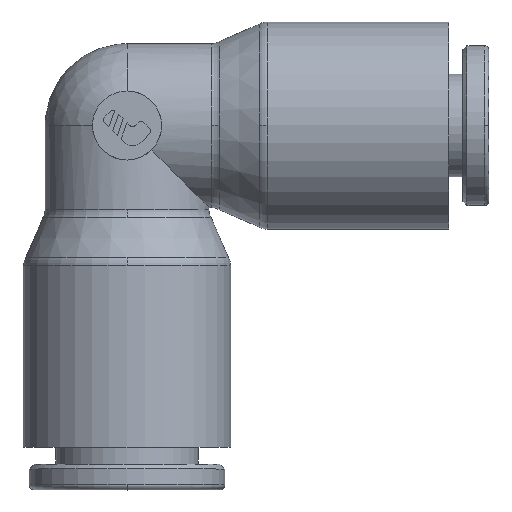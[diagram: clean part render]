
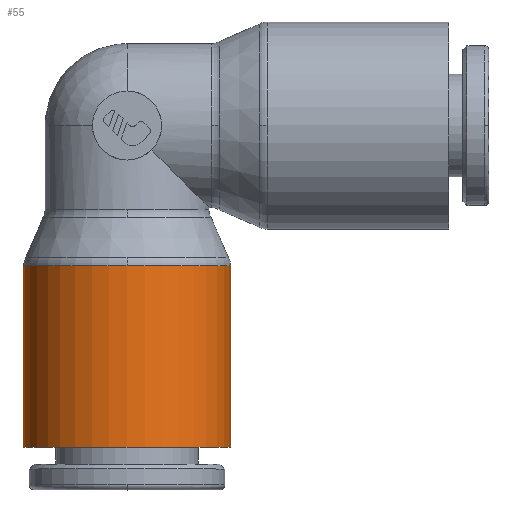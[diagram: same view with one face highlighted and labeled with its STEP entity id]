
A CAD part, top view. The second image highlights one B-rep face of the part: STEP entity #55.
In plain terms, the highlighted cylindrical face has radius 5.25 mm (diameter 10.5 mm), a partial arc.
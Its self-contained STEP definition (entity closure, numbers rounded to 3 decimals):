
#55=ADVANCED_FACE('',(#139),#140,.T.);
#139=FACE_OUTER_BOUND('',#296,.T.);
#140=CYLINDRICAL_SURFACE('',#297,5.25);
#296=EDGE_LOOP('',(#511,#512,#513,#514,#515));
#297=AXIS2_PLACEMENT_3D('',#516,#517,#518);
#511=ORIENTED_EDGE('',*,*,#1080,.F.);
#512=ORIENTED_EDGE('',*,*,#1081,.T.);
#513=ORIENTED_EDGE('',*,*,#1082,.T.);
#514=ORIENTED_EDGE('',*,*,#1083,.F.);
#515=ORIENTED_EDGE('',*,*,#1084,.F.);
#516=CARTESIAN_POINT('',(-16.3,-11.705,0.0));
#517=DIRECTION('',(0.,-1.0,0.0));
#518=DIRECTION('',(1.0,0.,0.0));
#1080=EDGE_CURVE('',#1307,#1308,#1309,.T.);
#1081=EDGE_CURVE('',#1307,#1310,#1311,.T.);
#1082=EDGE_CURVE('',#1310,#1312,#1313,.T.);
#1083=EDGE_CURVE('',#1314,#1312,#1315,.T.);
#1084=EDGE_CURVE('',#1308,#1314,#1316,.T.);
#1307=VERTEX_POINT('',#1710);
#1308=VERTEX_POINT('',#1711);
#1309=LINE('',#1712,#1713);
#1310=VERTEX_POINT('',#1714);
#1311=CIRCLE('',#1715,5.25);
#1312=VERTEX_POINT('',#1716);
#1313=CIRCLE('',#1717,5.25);
#1314=VERTEX_POINT('',#1718);
#1315=LINE('',#1719,#1720);
#1316=CIRCLE('',#1721,5.25);
#1710=CARTESIAN_POINT('',(-11.05,-7.11,0.0));
#1711=CARTESIAN_POINT('',(-11.05,-16.3,0.0));
#1712=CARTESIAN_POINT('',(-11.05,-11.705,0.));
#1713=VECTOR('',#2261,1.0);
#1714=CARTESIAN_POINT('',(-16.3,-7.11,5.25));
#1715=AXIS2_PLACEMENT_3D('',#2262,#2263,#2264);
#1716=CARTESIAN_POINT('',(-21.55,-7.11,0.));
#1717=AXIS2_PLACEMENT_3D('',#2265,#2266,#2267);
#1718=CARTESIAN_POINT('',(-21.55,-16.3,0.));
#1719=CARTESIAN_POINT('',(-21.55,-11.705,0.));
#1720=VECTOR('',#2268,1.0);
#1721=AXIS2_PLACEMENT_3D('',#2269,#2270,#2271);
#2261=DIRECTION('',(0.,-1.0,0.0));
#2262=CARTESIAN_POINT('',(-16.3,-7.11,0.0));
#2263=DIRECTION('',(0.,-1.0,0.0));
#2264=DIRECTION('',(1.0,0.,0.0));
#2265=CARTESIAN_POINT('',(-16.3,-7.11,0.0));
#2266=DIRECTION('',(0.,-1.0,0.0));
#2267=DIRECTION('',(1.0,0.,0.0));
#2268=DIRECTION('',(0.,1.0,-0.0));
#2269=CARTESIAN_POINT('',(-16.3,-16.3,0.0));
#2270=DIRECTION('',(0.,-1.0,0.0));
#2271=DIRECTION('',(1.0,0.,0.0));
